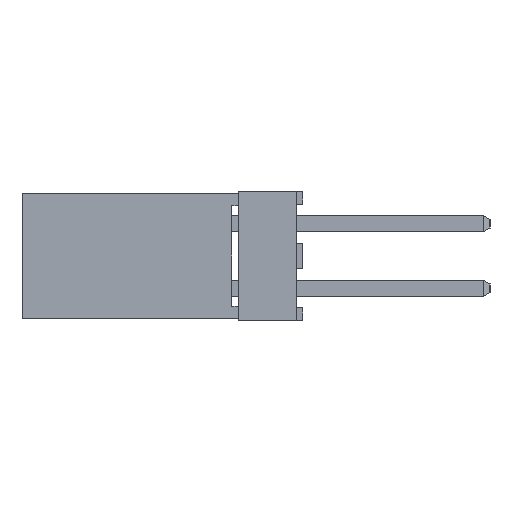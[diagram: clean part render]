
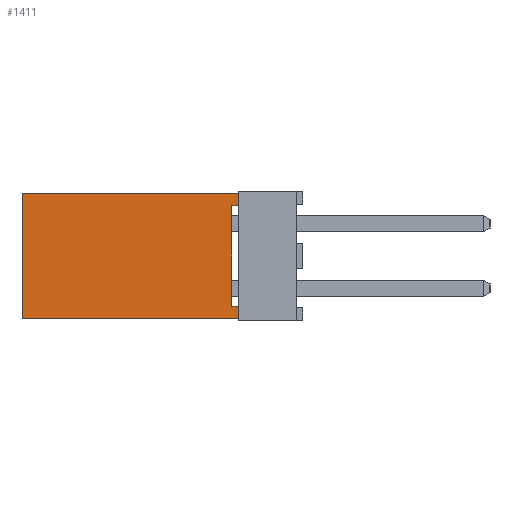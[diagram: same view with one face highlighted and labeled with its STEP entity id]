
A CAD part, left-side view. The second image highlights one B-rep face of the part: STEP entity #1411.
In plain terms, the highlighted planar face has unit normal (-1, 0, 0).
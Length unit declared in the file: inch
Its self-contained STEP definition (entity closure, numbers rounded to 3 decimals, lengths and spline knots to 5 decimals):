
#1411 = ADVANCED_FACE( '', ( #3786 ), #3787, .F. );
#3786 = FACE_OUTER_BOUND( '', #7246, .T. );
#3787 = PLANE( '', #7247 );
#7246 = EDGE_LOOP( '', ( #11242, #11243, #11244, #11245, #11246, #11247, #11248, #11249 ) );
#7247 = AXIS2_PLACEMENT_3D( '', #11250, #11251, #11252 );
#11242 = ORIENTED_EDGE( '', *, *, #20742, .T. );
#11243 = ORIENTED_EDGE( '', *, *, #21178, .T. );
#11244 = ORIENTED_EDGE( '', *, *, #21179, .F. );
#11245 = ORIENTED_EDGE( '', *, *, #21180, .F. );
#11246 = ORIENTED_EDGE( '', *, *, #21181, .T. );
#11247 = ORIENTED_EDGE( '', *, *, #21034, .T. );
#11248 = ORIENTED_EDGE( '', *, *, #20999, .T. );
#11249 = ORIENTED_EDGE( '', *, *, #21182, .T. );
#11250 = CARTESIAN_POINT( '', ( 0., 0.335, -0.0975 ) );
#11251 = DIRECTION( '', ( 1., 0., 0. ) );
#11252 = DIRECTION( '', ( 0., 0., -1. ) );
#20742 = EDGE_CURVE( '', #24834, #24838, #24840, .T. );
#20999 = EDGE_CURVE( '', #25288, #25292, #25294, .T. );
#21034 = EDGE_CURVE( '', #25354, #25288, #25355, .T. );
#21178 = EDGE_CURVE( '', #24838, #25605, #25606, .T. );
#21179 = EDGE_CURVE( '', #25607, #25605, #25608, .T. );
#21180 = EDGE_CURVE( '', #25609, #25607, #25610, .T. );
#21181 = EDGE_CURVE( '', #25609, #25354, #25611, .T. );
#21182 = EDGE_CURVE( '', #25292, #24834, #25612, .T. );
#24834 = VERTEX_POINT( '', #30831 );
#24838 = VERTEX_POINT( '', #30837 );
#24840 = LINE( '', #30840, #30841 );
#25288 = VERTEX_POINT( '', #31483 );
#25292 = VERTEX_POINT( '', #31489 );
#25294 = LINE( '', #31492, #31493 );
#25354 = VERTEX_POINT( '', #31579 );
#25355 = LINE( '', #31580, #31581 );
#25605 = VERTEX_POINT( '', #31944 );
#25606 = LINE( '', #31945, #31946 );
#25607 = VERTEX_POINT( '', #31947 );
#25608 = LINE( '', #31948, #31949 );
#25609 = VERTEX_POINT( '', #31950 );
#25610 = LINE( '', #31951, #31952 );
#25611 = LINE( '', #31953, #31954 );
#25612 = LINE( '', #31955, #31956 );
#30831 = CARTESIAN_POINT( '', ( 0., 0.01, 0.0775 ) );
#30837 = CARTESIAN_POINT( '', ( 0., 0., 0.0775 ) );
#30840 = CARTESIAN_POINT( '', ( 0., 0.01, 0.0775 ) );
#30841 = VECTOR( '', #39458, 39.37008 );
#31483 = CARTESIAN_POINT( '', ( 0., 0., -0.0775 ) );
#31489 = CARTESIAN_POINT( '', ( 0., 0.01, -0.0775 ) );
#31492 = CARTESIAN_POINT( '', ( 0., 0., -0.0775 ) );
#31493 = VECTOR( '', #39677, 39.37008 );
#31579 = CARTESIAN_POINT( '', ( 0., 0., -0.0975 ) );
#31580 = CARTESIAN_POINT( '', ( 0., 0., -0.0975 ) );
#31581 = VECTOR( '', #39704, 39.37008 );
#31944 = CARTESIAN_POINT( '', ( 0., 0., 0.0975 ) );
#31945 = CARTESIAN_POINT( '', ( 0., 0., -0.0975 ) );
#31946 = VECTOR( '', #39821, 39.37008 );
#31947 = CARTESIAN_POINT( '', ( 0., 0.335, 0.0975 ) );
#31948 = CARTESIAN_POINT( '', ( 0., 0.335, 0.0975 ) );
#31949 = VECTOR( '', #39822, 39.37008 );
#31950 = CARTESIAN_POINT( '', ( 0., 0.335, -0.0975 ) );
#31951 = CARTESIAN_POINT( '', ( 0., 0.335, -0.0975 ) );
#31952 = VECTOR( '', #39823, 39.37008 );
#31953 = CARTESIAN_POINT( '', ( 0., 0.335, -0.0975 ) );
#31954 = VECTOR( '', #39824, 39.37008 );
#31955 = CARTESIAN_POINT( '', ( 0., 0.01, -0.0775 ) );
#31956 = VECTOR( '', #39825, 39.37008 );
#39458 = DIRECTION( '', ( 0., -1., 0. ) );
#39677 = DIRECTION( '', ( 0., 1., 0. ) );
#39704 = DIRECTION( '', ( 0., 0., 1. ) );
#39821 = DIRECTION( '', ( 0., 0., 1. ) );
#39822 = DIRECTION( '', ( 0., -1., 0. ) );
#39823 = DIRECTION( '', ( 0., 0., 1. ) );
#39824 = DIRECTION( '', ( 0., -1., 0. ) );
#39825 = DIRECTION( '', ( 0., 0., 1. ) );
